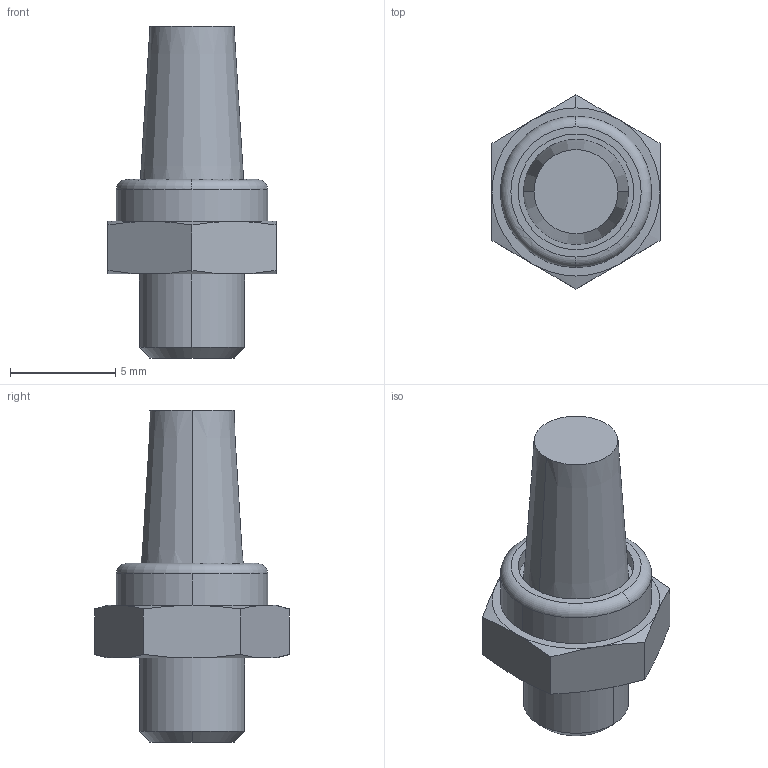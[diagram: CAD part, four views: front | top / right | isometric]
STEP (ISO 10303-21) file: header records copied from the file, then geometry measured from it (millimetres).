
FILE_DESCRIPTION (( 'STEP AP203' ), '1' );
FILE_NAME ('04010000-BE.STEP', '2010-07-19T08:35:14', ( '' ), ( 'sopra-pneumatic' ), 'SwSTEP 2.0', 'SolidWorks 2009', '' );
FILE_SCHEMA (( 'CONFIG_CONTROL_DESIGN' ));
Length unit declared in the file: millimetre
Products named in the file (1): 04010000-BE
Bounding box: 8 x 9.24 x 15.8 mm (x, y, z)
Volume: 370.3 mm3; surface area: 596.4 mm2
Topology: 2 solids, 2 shells, 47 faces, 102 edges, 64 vertices
Faces by surface type: cone 18, plane 15, cylinder 12, torus 2
Entity records: 1445 total; most frequent: CARTESIAN_POINT 340, DIRECTION 224, ORIENTED_EDGE 204, EDGE_CURVE 102, AXIS2_PLACEMENT_3D 100, VERTEX_POINT 64, EDGE_LOOP 54, CIRCLE 52
